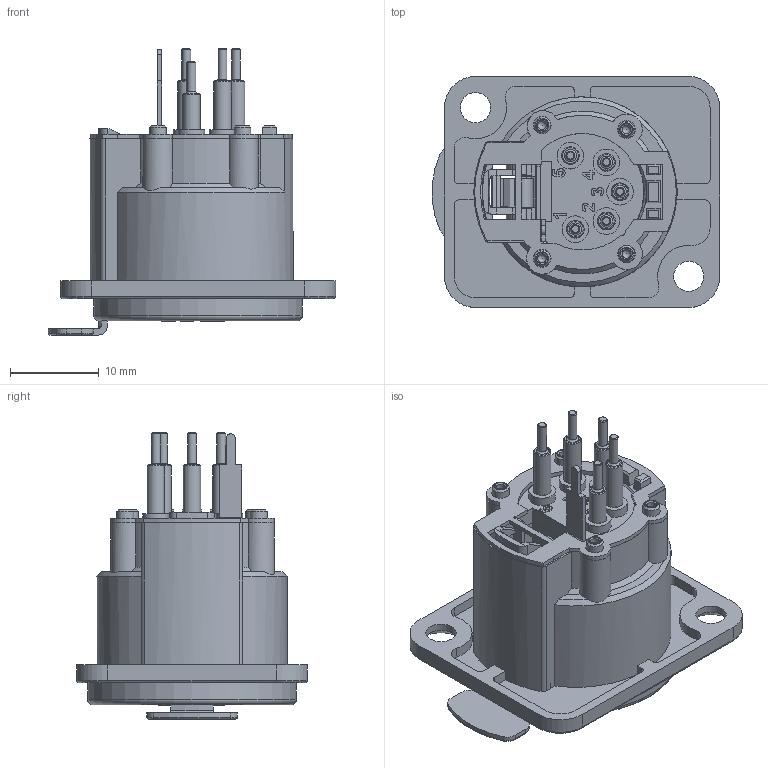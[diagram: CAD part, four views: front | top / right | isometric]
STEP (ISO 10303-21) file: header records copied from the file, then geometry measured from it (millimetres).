
FILE_DESCRIPTION(/* description */ (''),/* implementation_level */ '2;1');
FILE_NAME(/* name */ 'AX5FDV.stp',/* time_stamp */ '2020-03-24T16:42:56+11:00',/* author */ ('minh'),/* organization */ (''),/* preprocessor_version */ 'ST-DEVELOPER v16.1',/* originating_system */ 'Autodesk Inventor 2016',/* authorisation */ '');
FILE_SCHEMA (('AUTOMOTIVE_DESIGN { 1 0 10303 214 3 1 1 }'));
Length unit declared in the file: inch
Products named in the file (1): AX5FDV_Shrinkwrap_1
Bounding box: 32.38 x 26 x 32.2 mm (x, y, z)
Surface area: 6748.7 mm2 (no closed solid volume)
Topology: 0 solids, 60 shells, 457 faces, 2096 edges, 1666 vertices
Faces by surface type: plane 245, cylinder 131, cone 36, torus 31, bspline 10, sphere 4
Full cylindrical faces by diameter (mm): 1 x9, 1.5 x5, 1.9 x4, 1.95 x5, 3 x5, 3.4 x2, 23.5 x1
Entity records: 22541 total; most frequent: CARTESIAN_POINT 6455, DIRECTION 2911, ORIENTED_EDGE 2836, EDGE_CURVE 2001, VERTEX_POINT 1644, LINE 1071, VECTOR 1071, AXIS2_PLACEMENT_3D 920
